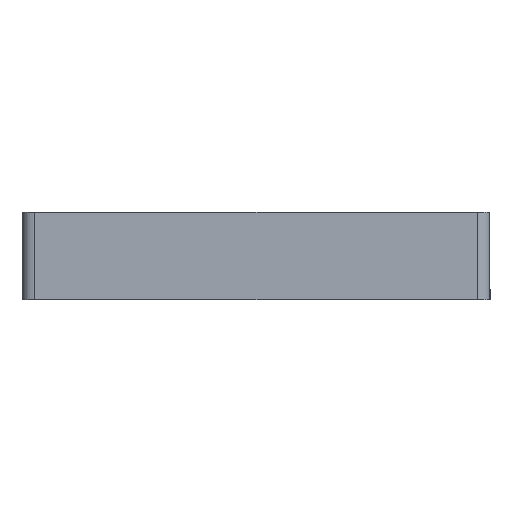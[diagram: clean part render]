
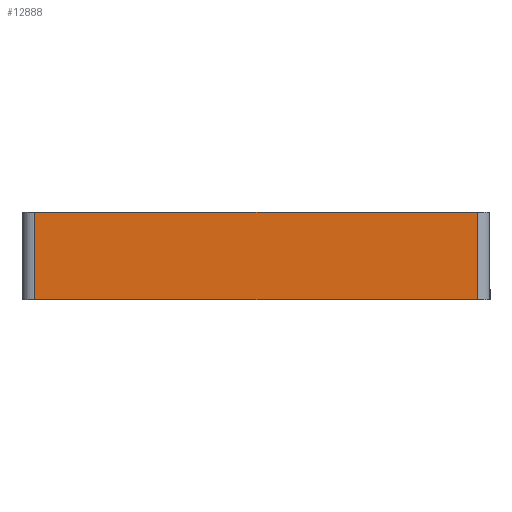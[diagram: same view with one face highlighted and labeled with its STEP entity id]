
A CAD part, left-side view. The second image highlights one B-rep face of the part: STEP entity #12888.
In plain terms, the highlighted planar face has unit normal (-1, 0, 0).
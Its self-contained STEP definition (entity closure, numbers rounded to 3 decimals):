
#12849=CARTESIAN_POINT('',(-190.5,-16.,13.));
#12850=DIRECTION('',(-1.,0.,0.));
#12851=DIRECTION('',(0.,0.,1.));
#12852=AXIS2_PLACEMENT_3D('',#12849,#12850,#12851);
#12853=PLANE('',#12852);
#12854=CARTESIAN_POINT('',(-190.5,-48.915,13.));
#12855=VERTEX_POINT('',#12854);
#12856=CARTESIAN_POINT('',(-190.5,16.915,13.));
#12857=VERTEX_POINT('',#12856);
#12858=CARTESIAN_POINT('',(-190.5,-48.915,13.));
#12859=DIRECTION('',(0.,1.,0.));
#12860=VECTOR('',#12859,65.83);
#12861=LINE('',#12858,#12860);
#12862=EDGE_CURVE('',#12855,#12857,#12861,.T.);
#12863=ORIENTED_EDGE('',*,*,#12862,.T.);
#12864=CARTESIAN_POINT('',(-190.5,16.915,0.));
#12865=VERTEX_POINT('',#12864);
#12866=CARTESIAN_POINT('',(-190.5,16.915,13.));
#12867=DIRECTION('',(0.,0.,-1.));
#12868=VECTOR('',#12867,13.);
#12869=LINE('',#12866,#12868);
#12870=EDGE_CURVE('',#12857,#12865,#12869,.T.);
#12871=ORIENTED_EDGE('',*,*,#12870,.T.);
#12872=CARTESIAN_POINT('',(-190.5,-48.915,0.));
#12873=VERTEX_POINT('',#12872);
#12874=CARTESIAN_POINT('',(-190.5,-48.915,0.));
#12875=DIRECTION('',(0.,1.,0.));
#12876=VECTOR('',#12875,65.83);
#12877=LINE('',#12874,#12876);
#12878=EDGE_CURVE('',#12873,#12865,#12877,.T.);
#12879=ORIENTED_EDGE('',*,*,#12878,.F.);
#12880=CARTESIAN_POINT('',(-190.5,-48.915,0.));
#12881=DIRECTION('',(-0.,-0.,1.));
#12882=VECTOR('',#12881,13.);
#12883=LINE('',#12880,#12882);
#12884=EDGE_CURVE('',#12873,#12855,#12883,.T.);
#12885=ORIENTED_EDGE('',*,*,#12884,.T.);
#12886=EDGE_LOOP('',(#12863,#12871,#12879,#12885));
#12887=FACE_BOUND('',#12886,.T.);
#12888=ADVANCED_FACE('',(#12887),#12853,.T.);
